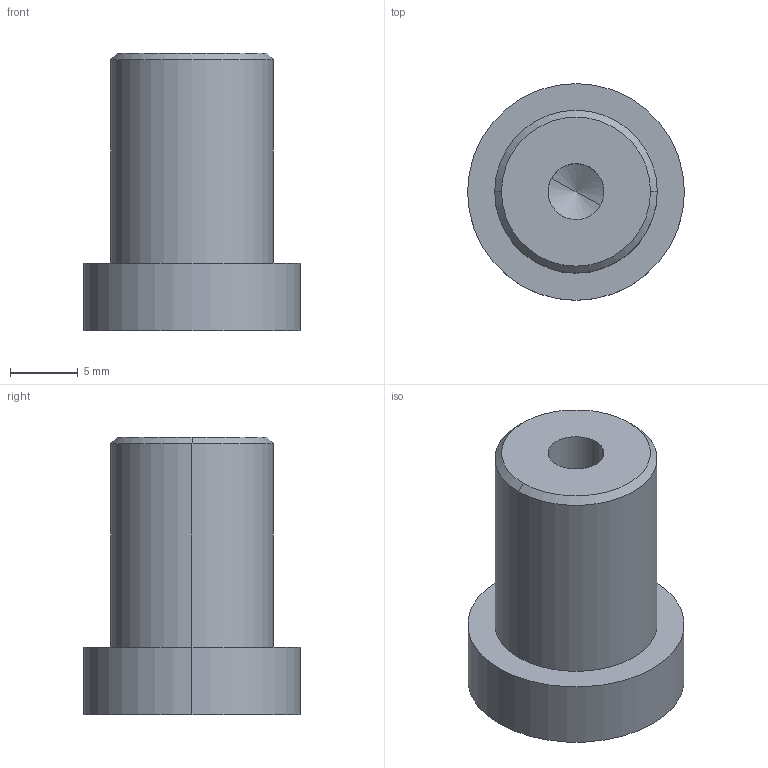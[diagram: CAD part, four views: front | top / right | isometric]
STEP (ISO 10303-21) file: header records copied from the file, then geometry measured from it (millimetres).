
FILE_DESCRIPTION(('CATIA V5 STEP Exchange'),'2;1');
FILE_NAME('005-AXE-PRINCIPAL.stp','2019-12-06T11:44:39+00:00',('none'),('none'),'CATIA Version 5 Release 20 GA (IN-10)','CATIA V5 STEP AP203','none');
FILE_SCHEMA(('CONFIG_CONTROL_DESIGN'));
Length unit declared in the file: millimetre
Products named in the file (1): 005-AXE-PRINCIPAL
Bounding box: 16 x 16 x 20.5 mm (x, y, z)
Volume: 2587.3 mm3; surface area: 1384.3 mm2
Topology: 1 solids, 1 shells, 13 faces, 26 edges, 15 vertices
Faces by surface type: cylinder 6, cone 4, plane 3
Entity records: 336 total; most frequent: CARTESIAN_POINT 49, ORIENTED_EDGE 48, DIRECTION 42, AXIS2_PLACEMENT_3D 24, EDGE_CURVE 24, EDGE_LOOP 15, VERTEX_POINT 15, CIRCLE 14
